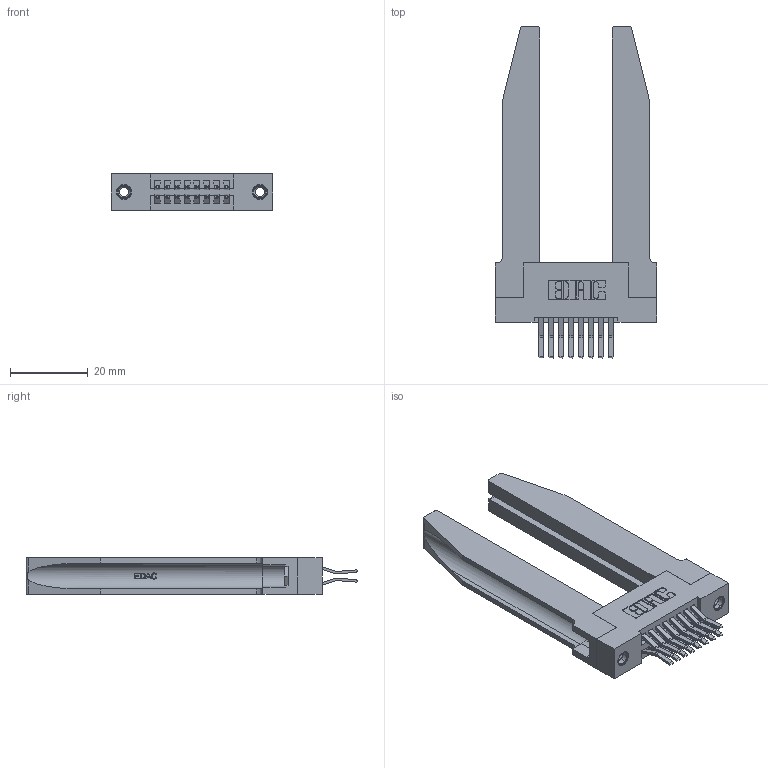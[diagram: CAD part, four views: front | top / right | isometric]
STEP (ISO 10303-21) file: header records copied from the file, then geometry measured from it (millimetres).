
FILE_DESCRIPTION (( 'STEP AP203' ), '1' );
FILE_NAME ('345-016-560-278.STEP', '2019-10-27T05:13:26', ( '' ), ( '' ), 'SwSTEP 2.0', 'SolidWorks 2016', '' );
FILE_SCHEMA (( 'CONFIG_CONTROL_DESIGN' ));
Length unit declared in the file: inch
Products named in the file (5): 345-220-078_345-220-078; 345-292-001_560 Tail; 345 Part_Flush Mounting Lugs - 0.156 Dia-TH; 345-016-560-278; 345-250-001_345-250-001-102
Assembly tree (21 placements, depth 2):
  345-016-560-278
    345 Part_Flush Mounting Lugs - 0.156 Dia-TH
    345-292-001_560 Tail  x16
    345-250-001_345-250-001-102  x2
    345-220-078_345-220-078  x2
Bounding box: 41.55 x 85.41 x 9.4 mm (x, y, z)
Volume: 11596.3 mm3; surface area: 12105 mm2
Topology: 21 solids, 21 shells, 1192 faces, 3429 edges, 2254 vertices
Faces by surface type: plane 750, cylinder 390, bspline 36, cone 12, torus 4
Entity records: 15682 total; most frequent: CARTESIAN_POINT 3579, ORIENTED_EDGE 2410, DIRECTION 2195, EDGE_CURVE 1205, VECTOR 943, LINE 943, VERTEX_POINT 796, AXIS2_PLACEMENT_3D 626
